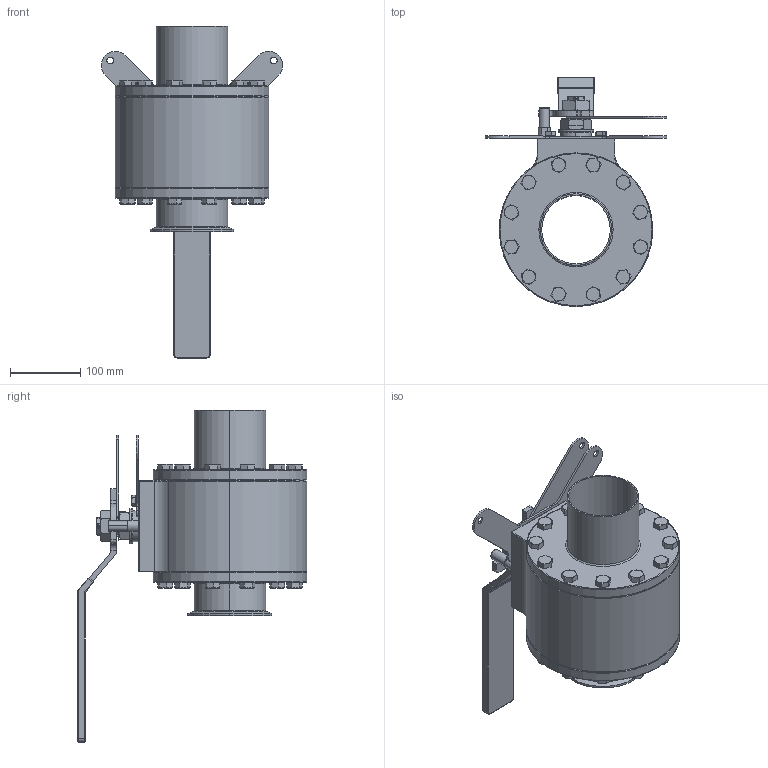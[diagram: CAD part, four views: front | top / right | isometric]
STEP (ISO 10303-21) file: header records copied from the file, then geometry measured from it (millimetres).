
FILE_DESCRIPTION (( 'STEP AP214' ), '1' );
FILE_NAME ('HP-DS-0400.STEP', '2018-12-07T20:18:33', ( '' ), ( '' ), 'SwSTEP 2.0', 'SolidWorks 2018', '' );
FILE_SCHEMA (( 'AUTOMOTIVE_DESIGN' ));
Length unit declared in the file: inch
Products named in the file (1): HP-DS-0400
Bounding box: 257.84 x 325.5 x 471.5 mm (x, y, z)
Surface area: 495714.6 mm2 (no closed solid volume)
Topology: 0 solids, 45 shells, 636 faces, 2575 edges, 1965 vertices
Faces by surface type: plane 269, cone 213, cylinder 106, torus 30, bspline 15, sphere 3
Entity records: 60554 total; most frequent: CARTESIAN_POINT 33278, ORIENTED_EDGE 3803, DIRECTION 3391, EDGE_CURVE 2573, VERTEX_POINT 1964, AXIS2_PLACEMENT_3D 1262, LINE 867, VECTOR 867
